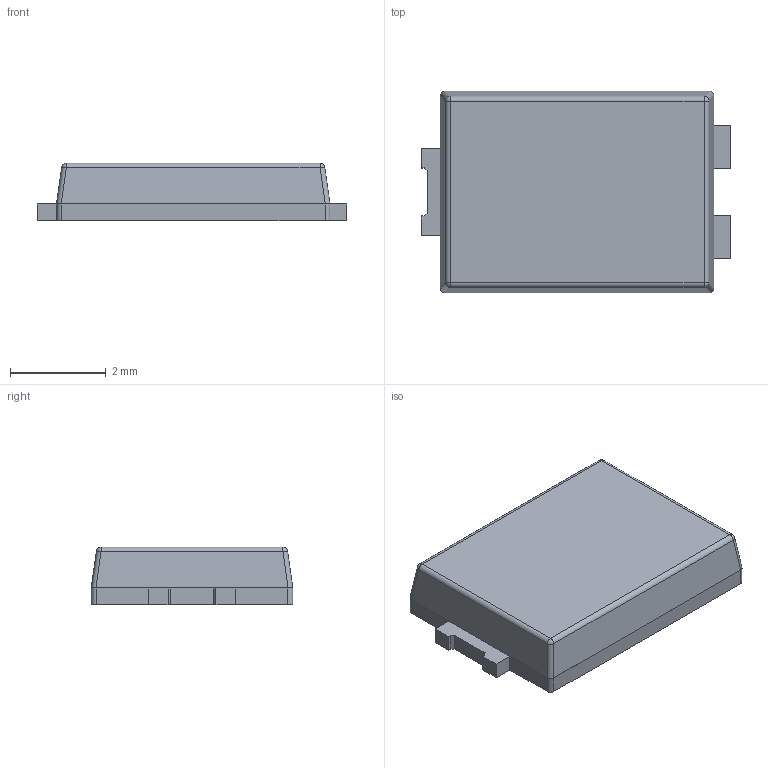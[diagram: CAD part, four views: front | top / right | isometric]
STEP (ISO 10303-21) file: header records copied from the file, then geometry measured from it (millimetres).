
FILE_DESCRIPTION (( 'STEP AP214' ), '1' );
FILE_NAME ('607B1179-8BE7-4FA5-852C-02C9C4E0DB04.STEP', '2025-07-11T09:21:54', ( '' ), ( '' ), 'SwSTEP 2.0', 'SolidWorks 2022', '' );
FILE_SCHEMA (( 'AUTOMOTIVE_DESIGN' ));
Length unit declared in the file: millimetre
Products named in the file (1): 607B1179-8BE7-4FA5-852C-02C9C4E0DB04
Bounding box: 6.45 x 4.2 x 1.2 mm (x, y, z)
Volume: 28.1 mm3; surface area: 131.2 mm2
Topology: 5 solids, 5 shells, 72 faces, 174 edges, 112 vertices
Faces by surface type: plane 56, cylinder 12, sphere 4
Entity records: 2880 total; most frequent: CARTESIAN_POINT 371, ORIENTED_EDGE 348, DIRECTION 336, EDGE_CURVE 174, VECTOR 150, LINE 150, VERTEX_POINT 112, AXIS2_PLACEMENT_3D 93
